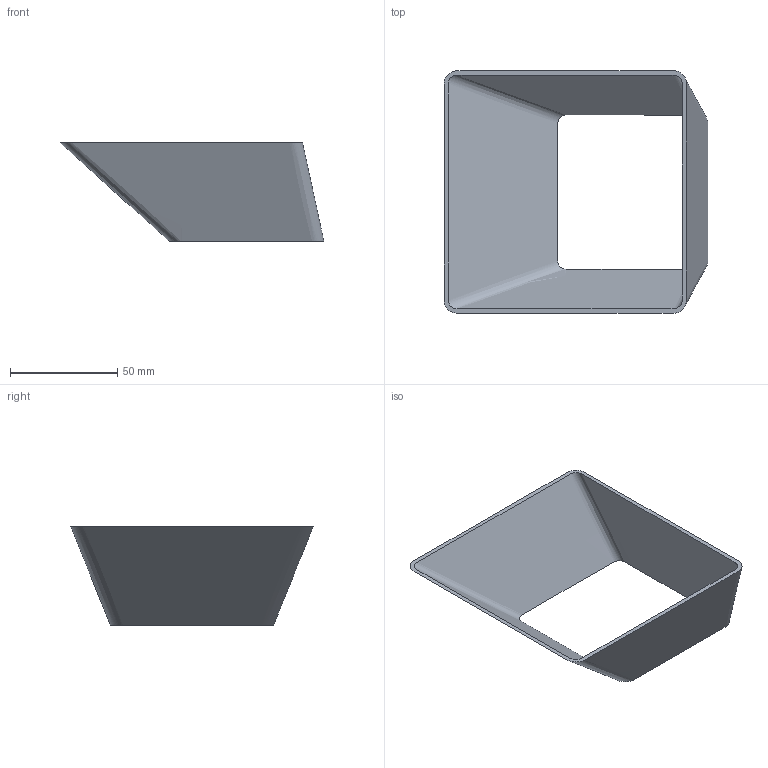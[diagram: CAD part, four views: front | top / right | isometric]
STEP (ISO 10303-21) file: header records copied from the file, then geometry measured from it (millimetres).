
FILE_DESCRIPTION(/* description */ ('','CAx-IF Rec.Pracs.---Representation and Presentation of Product Manufacturing Information (PMI)---4.0---2014-10-13'),/* implementation_level */ '2;1');
FILE_NAME(/* name */ 'c5e8d7fb-912a-4b87-8dfc-19aae7cc507c.stp',/* time_stamp */ '2024-12-07T02:54:22Z',/* author */ (''),/* organization */ (''),/* preprocessor_version */ 'ST-DEVELOPER v20',/* originating_system */ 'Autodesk Translation Framework v13.20.0.188',/* authorisation */ '');
FILE_SCHEMA (('AP242_MANAGED_MODEL_BASED_3D_ENGINEERING_MIM_LF { 1 0 10303 442 1 1 4 }'));
Length unit declared in the file: millimetre
Products named in the file (1): Tolva de alimentacion
Bounding box: 123 x 113 x 46 mm (x, y, z)
Volume: 41947.7 mm3; surface area: 40139.3 mm2
Topology: 1 solids, 1 shells, 4 faces, 6 edges, 4 vertices
Faces by surface type: bspline 2, plane 2
Entity records: 803 total; most frequent: CARTESIAN_POINT 705, ORIENTED_EDGE 12, DIRECTION 8, EDGE_LOOP 6, EDGE_CURVE 6, FACE_OUTER_BOUND 4, B_SPLINE_CURVE_WITH_KNOTS 4, VERTEX_POINT 4
